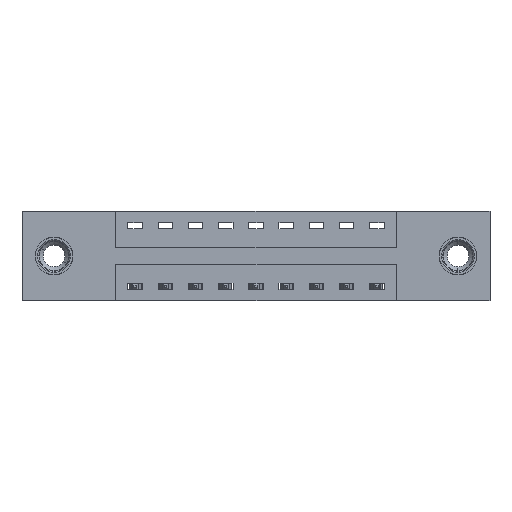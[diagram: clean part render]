
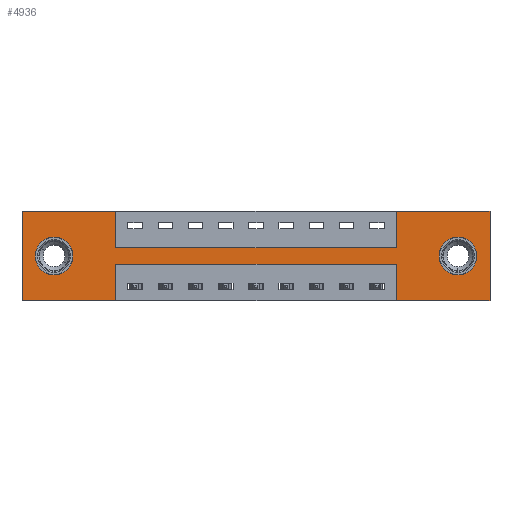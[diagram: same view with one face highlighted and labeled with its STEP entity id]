
A CAD part, front view. The second image highlights one B-rep face of the part: STEP entity #4936.
In plain terms, the highlighted planar face has unit normal (0, -1, 0).
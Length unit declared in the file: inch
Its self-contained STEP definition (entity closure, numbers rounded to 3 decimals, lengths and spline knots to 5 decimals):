
#45 = PLANE ( 'NONE',  #1396 ) ;
#320 = EDGE_CURVE ( 'NONE', #7970, #7044, #3754, .T. ) ;
#610 = DIRECTION ( 'NONE',  ( 0., 1., 0. ) ) ;
#882 = CARTESIAN_POINT ( 'NONE',  ( 0., 0., 0. ) ) ;
#930 = DIRECTION ( 'NONE',  ( 0., -1., 0. ) ) ;
#938 = ORIENTED_EDGE ( 'NONE', *, *, #6843, .F. ) ;
#1024 = ORIENTED_EDGE ( 'NONE', *, *, #2069, .F. ) ;
#1119 = VECTOR ( 'NONE', #4939, 39.37008 ) ;
#1202 = VERTEX_POINT ( 'NONE', #1531 ) ;
#1396 = AXIS2_PLACEMENT_3D ( 'NONE', #3501, #930, #6992 ) ;
#1486 = DIRECTION ( 'NONE',  ( 0., 0., -1. ) ) ;
#1513 = CARTESIAN_POINT ( 'NONE',  ( 1.5475, 0., -0.37 ) ) ;
#1531 = CARTESIAN_POINT ( 'NONE',  ( 0.3875, 0., -0.22 ) ) ;
#1676 = CARTESIAN_POINT ( 'NONE',  ( 0.1325, 0., -0.185 ) ) ;
#1707 = ORIENTED_EDGE ( 'NONE', *, *, #6760, .T. ) ;
#1725 = VERTEX_POINT ( 'NONE', #3792 ) ;
#1754 = AXIS2_PLACEMENT_3D ( 'NONE', #5802, #610, #6663 ) ;
#1757 = CARTESIAN_POINT ( 'NONE',  ( 0., 0., -0.37 ) ) ;
#1825 = AXIS2_PLACEMENT_3D ( 'NONE', #1676, #7759, #2562 ) ;
#1844 = VERTEX_POINT ( 'NONE', #9105 ) ;
#1994 = VECTOR ( 'NONE', #6415, 39.37008 ) ;
#2069 = EDGE_CURVE ( 'NONE', #2715, #4913, #4252, .T. ) ;
#2509 = VECTOR ( 'NONE', #1486, 39.37008 ) ;
#2541 = VERTEX_POINT ( 'NONE', #7501 ) ;
#2562 = DIRECTION ( 'NONE',  ( 0., 0., 1. ) ) ;
#2608 = VECTOR ( 'NONE', #5693, 39.37008 ) ;
#2628 = DIRECTION ( 'NONE',  ( 1., 0., 0. ) ) ;
#2715 = VERTEX_POINT ( 'NONE', #4226 ) ;
#2723 = DIRECTION ( 'NONE',  ( -1., 0., 0. ) ) ;
#2737 = ORIENTED_EDGE ( 'NONE', *, *, #6297, .F. ) ;
#2802 = FACE_BOUND ( 'NONE', #7486, .T. ) ;
#2921 = VECTOR ( 'NONE', #2628, 39.37008 ) ;
#3172 = ORIENTED_EDGE ( 'NONE', *, *, #9619, .F. ) ;
#3343 = EDGE_CURVE ( 'NONE', #4365, #7815, #5664, .T. ) ;
#3430 = LINE ( 'NONE', #1513, #1119 ) ;
#3501 = CARTESIAN_POINT ( 'NONE',  ( 0., 0., -0.37 ) ) ;
#3613 = CARTESIAN_POINT ( 'NONE',  ( 1.5475, 0., 0. ) ) ;
#3641 = VERTEX_POINT ( 'NONE', #9071 ) ;
#3754 = CIRCLE ( 'NONE', #5846, 0.078 ) ;
#3768 = ORIENTED_EDGE ( 'NONE', *, *, #6885, .F. ) ;
#3792 = CARTESIAN_POINT ( 'NONE',  ( 1.935, 0., 0. ) ) ;
#3839 = CARTESIAN_POINT ( 'NONE',  ( 1.935, 0., 0. ) ) ;
#3976 = CARTESIAN_POINT ( 'NONE',  ( 0.1325, 0., -0.107 ) ) ;
#4011 = CIRCLE ( 'NONE', #1825, 0.078 ) ;
#4159 = CARTESIAN_POINT ( 'NONE',  ( 1.935, 0., -0.37 ) ) ;
#4226 = CARTESIAN_POINT ( 'NONE',  ( 0.3875, 0., -0.37 ) ) ;
#4252 = LINE ( 'NONE', #9402, #6279 ) ;
#4336 = ORIENTED_EDGE ( 'NONE', *, *, #10204, .F. ) ;
#4365 = VERTEX_POINT ( 'NONE', #10915 ) ;
#4565 = CARTESIAN_POINT ( 'NONE',  ( 1.8025, 0., -0.185 ) ) ;
#4581 = EDGE_CURVE ( 'NONE', #1725, #10490, #10677, .T. ) ;
#4713 = EDGE_CURVE ( 'NONE', #6651, #5313, #4962, .T. ) ;
#4879 = DIRECTION ( 'NONE',  ( 0., 1., 0. ) ) ;
#4913 = VERTEX_POINT ( 'NONE', #1757 ) ;
#4936 = ADVANCED_FACE ( 'NONE', ( #2802, #9725, #9183 ), #45, .T. ) ;
#4939 = DIRECTION ( 'NONE',  ( 0., 0., 1. ) ) ;
#4941 = VECTOR ( 'NONE', #10615, 39.37008 ) ;
#4962 = CIRCLE ( 'NONE', #10535, 0.078 ) ;
#5017 = DIRECTION ( 'NONE',  ( 1., 0., 0. ) ) ;
#5107 = DIRECTION ( 'NONE',  ( -1., 0., 0. ) ) ;
#5115 = VECTOR ( 'NONE', #5119, 39.37008 ) ;
#5119 = DIRECTION ( 'NONE',  ( 1., 0., 0. ) ) ;
#5194 = LINE ( 'NONE', #10225, #9826 ) ;
#5214 = LINE ( 'NONE', #882, #2921 ) ;
#5280 = CARTESIAN_POINT ( 'NONE',  ( 0.3875, 0., -0.22 ) ) ;
#5313 = VERTEX_POINT ( 'NONE', #3976 ) ;
#5344 = EDGE_CURVE ( 'NONE', #7044, #7970, #9710, .T. ) ;
#5386 = CARTESIAN_POINT ( 'NONE',  ( 1.5475, 0., 0. ) ) ;
#5409 = CARTESIAN_POINT ( 'NONE',  ( 0.3875, 0., -0.37 ) ) ;
#5426 = DIRECTION ( 'NONE',  ( 0., 0., -1. ) ) ;
#5640 = EDGE_CURVE ( 'NONE', #1844, #1202, #10780, .T. ) ;
#5664 = LINE ( 'NONE', #11166, #5115 ) ;
#5693 = DIRECTION ( 'NONE',  ( 0., 0., 1. ) ) ;
#5802 = CARTESIAN_POINT ( 'NONE',  ( 1.8025, 0., -0.185 ) ) ;
#5846 = AXIS2_PLACEMENT_3D ( 'NONE', #4565, #10632, #5426 ) ;
#5914 = ORIENTED_EDGE ( 'NONE', *, *, #5344, .T. ) ;
#6050 = CARTESIAN_POINT ( 'NONE',  ( 0., 0., -0.37 ) ) ;
#6057 = ORIENTED_EDGE ( 'NONE', *, *, #4713, .T. ) ;
#6163 = VECTOR ( 'NONE', #2723, 39.37008 ) ;
#6279 = VECTOR ( 'NONE', #5107, 39.37008 ) ;
#6297 = EDGE_CURVE ( 'NONE', #7815, #10763, #6558, .T. ) ;
#6359 = VERTEX_POINT ( 'NONE', #8885 ) ;
#6404 = ORIENTED_EDGE ( 'NONE', *, *, #7572, .F. ) ;
#6415 = DIRECTION ( 'NONE',  ( 0., 0., -1. ) ) ;
#6558 = LINE ( 'NONE', #3613, #10908 ) ;
#6572 = CARTESIAN_POINT ( 'NONE',  ( 0., 0., 0. ) ) ;
#6651 = VERTEX_POINT ( 'NONE', #8431 ) ;
#6663 = DIRECTION ( 'NONE',  ( 0., 0., -1. ) ) ;
#6760 = EDGE_CURVE ( 'NONE', #5313, #6651, #4011, .T. ) ;
#6842 = LINE ( 'NONE', #7552, #2509 ) ;
#6843 = EDGE_CURVE ( 'NONE', #10763, #1725, #5214, .T. ) ;
#6885 = EDGE_CURVE ( 'NONE', #1202, #2715, #7266, .T. ) ;
#6992 = DIRECTION ( 'NONE',  ( 0., 0., -1. ) ) ;
#7044 = VERTEX_POINT ( 'NONE', #10764 ) ;
#7221 = ORIENTED_EDGE ( 'NONE', *, *, #10986, .F. ) ;
#7266 = LINE ( 'NONE', #5409, #4941 ) ;
#7486 = EDGE_LOOP ( 'NONE', ( #10499, #5914 ) ) ;
#7501 = CARTESIAN_POINT ( 'NONE',  ( 0.3875, 0., 0. ) ) ;
#7552 = CARTESIAN_POINT ( 'NONE',  ( 0.3875, 0., 0. ) ) ;
#7572 = EDGE_CURVE ( 'NONE', #2541, #4365, #6842, .T. ) ;
#7759 = DIRECTION ( 'NONE',  ( 0., 1., 0. ) ) ;
#7815 = VERTEX_POINT ( 'NONE', #9590 ) ;
#7851 = EDGE_LOOP ( 'NONE', ( #3768, #8791, #8904, #4336, #8667, #938, #2737, #11137, #6404, #3172, #7221, #1024 ) ) ;
#7970 = VERTEX_POINT ( 'NONE', #10597 ) ;
#8431 = CARTESIAN_POINT ( 'NONE',  ( 0.1325, 0., -0.263 ) ) ;
#8457 = LINE ( 'NONE', #6050, #10218 ) ;
#8667 = ORIENTED_EDGE ( 'NONE', *, *, #4581, .F. ) ;
#8671 = DIRECTION ( 'NONE',  ( -1., 0., 0. ) ) ;
#8791 = ORIENTED_EDGE ( 'NONE', *, *, #5640, .F. ) ;
#8885 = CARTESIAN_POINT ( 'NONE',  ( 0., 0., 0. ) ) ;
#8904 = ORIENTED_EDGE ( 'NONE', *, *, #10448, .F. ) ;
#9071 = CARTESIAN_POINT ( 'NONE',  ( 1.5475, 0., -0.37 ) ) ;
#9105 = CARTESIAN_POINT ( 'NONE',  ( 1.5475, 0., -0.22 ) ) ;
#9183 = FACE_OUTER_BOUND ( 'NONE', #7851, .T. ) ;
#9402 = CARTESIAN_POINT ( 'NONE',  ( 0., 0., -0.37 ) ) ;
#9525 = LINE ( 'NONE', #6572, #2608 ) ;
#9590 = CARTESIAN_POINT ( 'NONE',  ( 1.5475, 0., -0.15 ) ) ;
#9619 = EDGE_CURVE ( 'NONE', #6359, #2541, #5194, .T. ) ;
#9649 = DIRECTION ( 'NONE',  ( 0., 0., 1. ) ) ;
#9710 = CIRCLE ( 'NONE', #1754, 0.078 ) ;
#9725 = FACE_BOUND ( 'NONE', #10104, .T. ) ;
#9826 = VECTOR ( 'NONE', #5017, 39.37008 ) ;
#10099 = CARTESIAN_POINT ( 'NONE',  ( 0.1325, 0., -0.185 ) ) ;
#10104 = EDGE_LOOP ( 'NONE', ( #1707, #6057 ) ) ;
#10204 = EDGE_CURVE ( 'NONE', #10490, #3641, #8457, .T. ) ;
#10218 = VECTOR ( 'NONE', #8671, 39.37008 ) ;
#10225 = CARTESIAN_POINT ( 'NONE',  ( 0., 0., 0. ) ) ;
#10448 = EDGE_CURVE ( 'NONE', #3641, #1844, #3430, .T. ) ;
#10490 = VERTEX_POINT ( 'NONE', #4159 ) ;
#10499 = ORIENTED_EDGE ( 'NONE', *, *, #320, .T. ) ;
#10535 = AXIS2_PLACEMENT_3D ( 'NONE', #10099, #4879, #10981 ) ;
#10597 = CARTESIAN_POINT ( 'NONE',  ( 1.8025, 0., -0.107 ) ) ;
#10615 = DIRECTION ( 'NONE',  ( 0., 0., -1. ) ) ;
#10632 = DIRECTION ( 'NONE',  ( 0., 1., 0. ) ) ;
#10677 = LINE ( 'NONE', #3839, #1994 ) ;
#10763 = VERTEX_POINT ( 'NONE', #5386 ) ;
#10764 = CARTESIAN_POINT ( 'NONE',  ( 1.8025, 0., -0.263 ) ) ;
#10780 = LINE ( 'NONE', #5280, #6163 ) ;
#10908 = VECTOR ( 'NONE', #9649, 39.37008 ) ;
#10915 = CARTESIAN_POINT ( 'NONE',  ( 0.3875, 0., -0.15 ) ) ;
#10981 = DIRECTION ( 'NONE',  ( 0., 0., 1. ) ) ;
#10986 = EDGE_CURVE ( 'NONE', #4913, #6359, #9525, .T. ) ;
#11137 = ORIENTED_EDGE ( 'NONE', *, *, #3343, .F. ) ;
#11166 = CARTESIAN_POINT ( 'NONE',  ( 0.3875, 0., -0.15 ) ) ;
